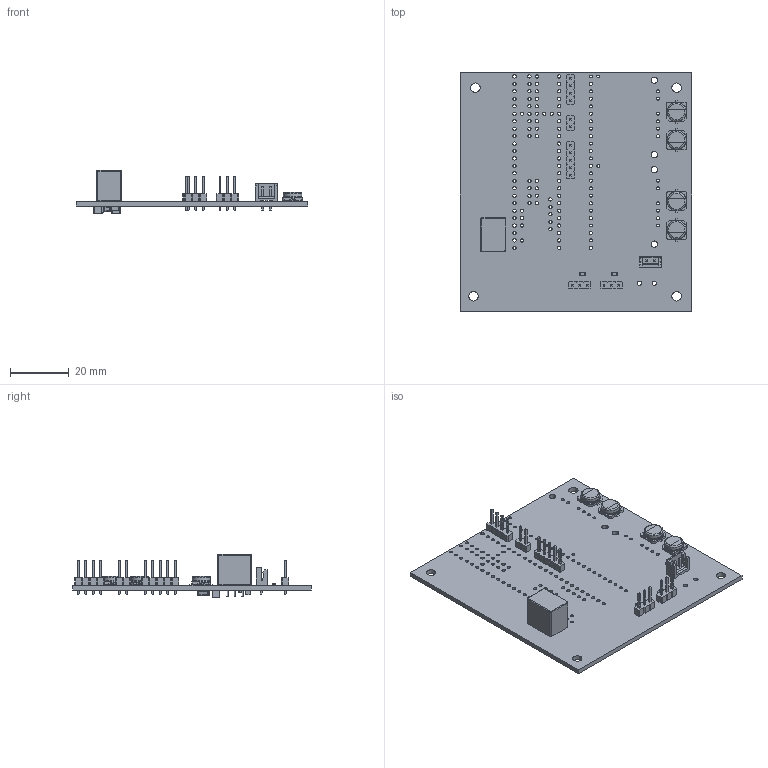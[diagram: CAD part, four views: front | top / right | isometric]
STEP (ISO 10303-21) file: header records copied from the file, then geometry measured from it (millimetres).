
FILE_DESCRIPTION(('KiCad electronic assembly'),'2;1');
FILE_NAME('shear_pcb.step','2020-08-31T21:52:42',('An Author'),( 'A Company'),'Open CASCADE STEP processor 7.4', 'KiCad to STEP converter','Unknown');
FILE_SCHEMA(('AUTOMOTIVE_DESIGN { 1 0 10303 214 1 1 1 1 }'));
Length unit declared in the file: millimetre
Products named in the file (26): Open CASCADE STEP translator 7.4 1; JST_EH_B2B-EH-A_1x02_P2.50mm_Vertical; SOLID; PinHeader_1x03_P2.54mm_Vertical; PinHeader_1x05_P2.54mm_Vertical; PinHeader_1x04_P2.54mm_Vertical; PinHeader_1x02_P2.54mm_Vertical; CP_Elec_6.3x3; C_1210_3225Metric; C_1206_3216Metric; Converter_DCDC_RECOM_R-78E-0.5_THT; R_0805_2012Metric; L_Bourns-SRN4018; COMPOUND; D_0805_2012Metric
Assembly tree (31 placements, depth 3):
  Open CASCADE STEP translator 7.4 1
    JST_EH_B2B-EH-A_1x02_P2.50mm_Vertical
      SOLID
    PinHeader_1x03_P2.54mm_Vertical  x2
      SOLID
    PinHeader_1x05_P2.54mm_Vertical
      SOLID
    PinHeader_1x04_P2.54mm_Vertical
      SOLID
    PinHeader_1x02_P2.54mm_Vertical
      SOLID
    CP_Elec_6.3x3  x4
      SOLID
    C_1210_3225Metric  x2
      SOLID
    C_1206_3216Metric
      SOLID
    Converter_DCDC_RECOM_R-78E-0.5_THT
      SOLID
    R_0805_2012Metric  x2
      SOLID
    L_Bourns-SRN4018
      COMPOUND
    D_0805_2012Metric
      SOLID
    COMPOUND
Bounding box: 78.74 x 81.28 x 14.7 mm (x, y, z)
Volume: 11849 mm3; surface area: 16537.6 mm2
Topology: 23 solids, 23 shells, 1174 faces, 2945 edges, 1865 vertices
Faces by surface type: plane 768, cylinder 319, bspline 40, torus 39, revolution 4, sphere 4
Full cylindrical faces by diameter (mm): 0.5 x3, 1 x60, 1.1 x86, 1.52 x2, 2.18 x4, 3.2 x4, 6.3 x8
Entity records: 66822 total; most frequent: CARTESIAN_POINT 13970, DIRECTION 8833, LINE 5767, VECTOR 5767, ORIENTED_EDGE 4624, PCURVE 4624, DEFINITIONAL_REPRESENTATION 4624, EDGE_CURVE 2312
